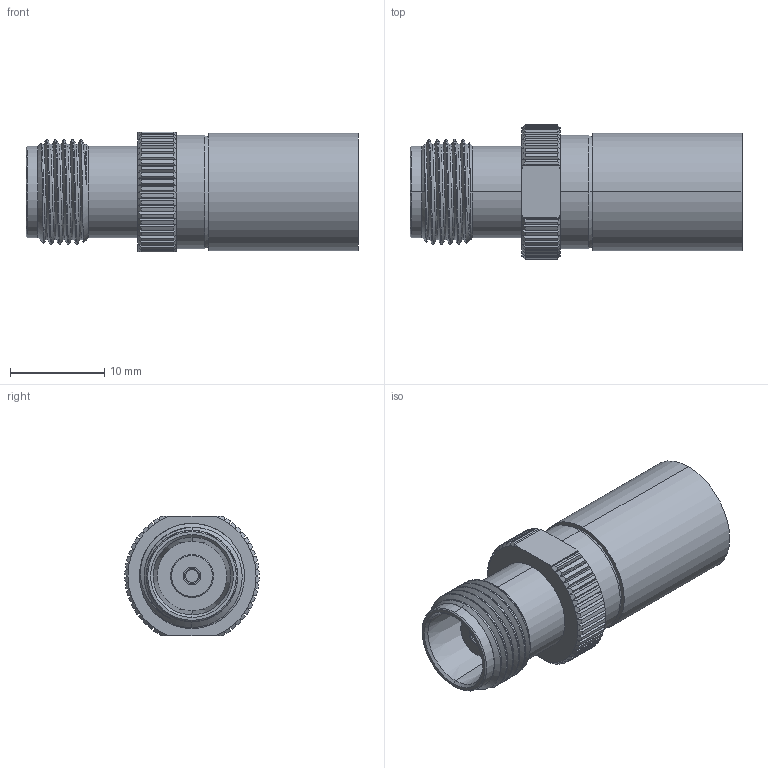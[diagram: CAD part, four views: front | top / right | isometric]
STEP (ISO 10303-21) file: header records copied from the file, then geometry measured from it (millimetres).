
FILE_DESCRIPTION (( 'STEP AP214' ), '1' );
FILE_NAME ('FMCN5300_3D.step', '2024-10-10T23:10:54', ( '' ), ( '' ), 'SwSTEP 2.0', 'SolidWorks 2022', '' );
FILE_SCHEMA (( 'AUTOMOTIVE_DESIGN' ));
Length unit declared in the file: inch
Products named in the file (1): FMCN5300_3D
Bounding box: 35.15 x 14.22 x 12.7 mm (x, y, z)
Volume: 2259.8 mm3; surface area: 3092.7 mm2
Topology: 2 solids, 2 shells, 245 faces, 671 edges, 439 vertices
Faces by surface type: plane 135, cylinder 82, cone 25, bspline 3
Entity records: 9731 total; most frequent: CARTESIAN_POINT 3847, ORIENTED_EDGE 1342, DIRECTION 1076, EDGE_CURVE 671, VERTEX_POINT 439, AXIS2_PLACEMENT_3D 420, EDGE_LOOP 256, FACE_OUTER_BOUND 245
